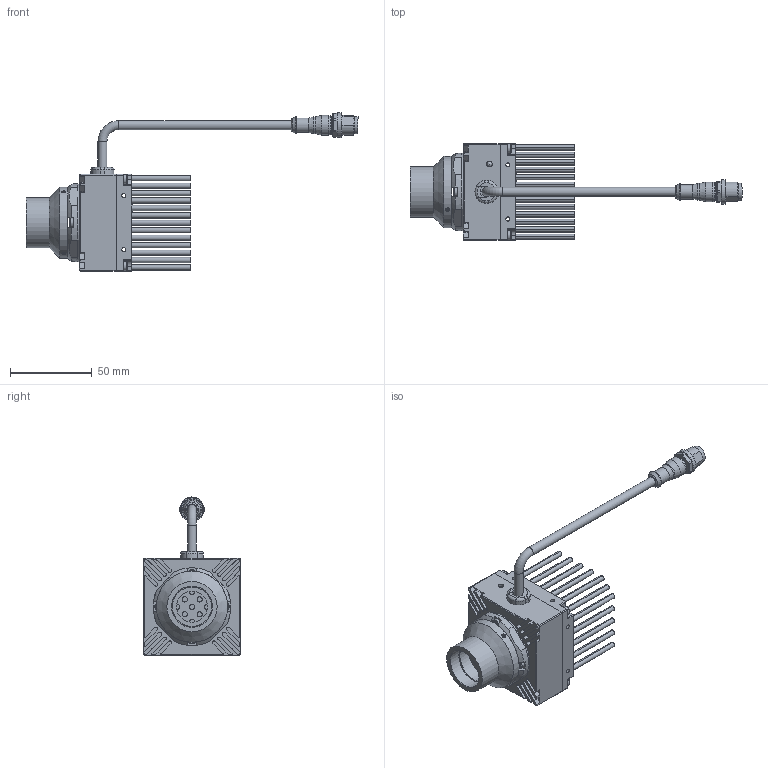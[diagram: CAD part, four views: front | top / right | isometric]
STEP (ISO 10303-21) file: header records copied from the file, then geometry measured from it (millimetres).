
FILE_DESCRIPTION (( 'STEP AP203' ), '1' );
FILE_NAME ('DP32659-A_LT2PRXP-X.step', '2023-12-07T13:57:24', ( '' ), ( '' ), 'SwSTEP 2.0', 'SolidWorks 2021', '' );
FILE_SCHEMA (( 'CONFIG_CONTROL_DESIGN' ));
Length unit declared in the file: millimetre
Products named in the file (1): DP32659-A_LT2PRXP-X
Bounding box: 202.96 x 59.1 x 96.6 mm (x, y, z)
Surface area: 55992.7 mm2 (no closed solid volume)
Topology: 0 solids, 38 shells, 663 faces, 1661 edges, 1096 vertices
Faces by surface type: plane 342, cylinder 278, cone 26, torus 16, bspline 1
Full cylindrical faces by diameter (mm): 1 x5, 2.5 x11, 3.5 x1, 5.5 x10, 8.3 x1, 8.4 x1, 8.8 x1, 10.2 x1, 10.5 x2, 12 x1, 15 x1, 19 x1, 24 x1, 24.75 x1, 25.35 x1, 30.75 x1, 43.5 x1
Entity records: 19763 total; most frequent: CARTESIAN_POINT 3887, DIRECTION 3501, ORIENTED_EDGE 2849, EDGE_CURVE 1574, AXIS2_PLACEMENT_3D 1332, VERTEX_POINT 1080, EDGE_LOOP 856, LINE 837
